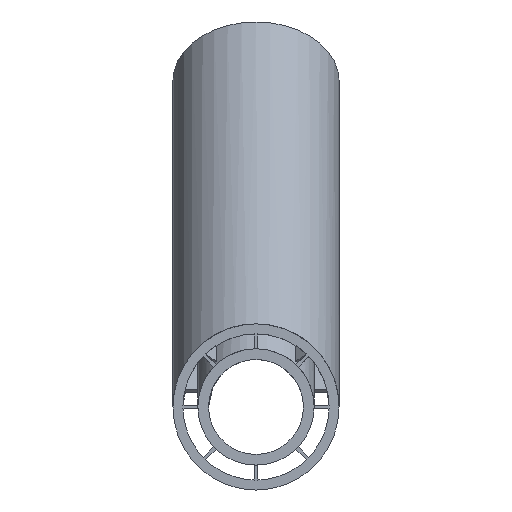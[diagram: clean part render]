
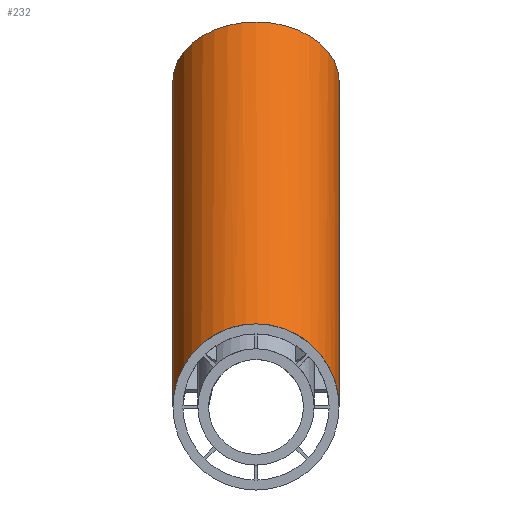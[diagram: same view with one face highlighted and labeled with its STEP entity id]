
A CAD part, left-side view. The second image highlights one B-rep face of the part: STEP entity #232.
In plain terms, the highlighted cylindrical face has radius 45 mm (diameter 90 mm), a full revolution.
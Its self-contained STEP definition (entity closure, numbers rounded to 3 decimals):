
#232 = ADVANCED_FACE( '', ( #495, #496 ), #497, .T. );
#495 = FACE_OUTER_BOUND( '', #780, .T. );
#496 = FACE_OUTER_BOUND( '', #781, .T. );
#497 = CYLINDRICAL_SURFACE( '', #782, 45. );
#780 = EDGE_LOOP( '', ( #1496 ) );
#781 = EDGE_LOOP( '', ( #1497, #1498 ) );
#782 = AXIS2_PLACEMENT_3D( '', #1499, #1500, #1501 );
#1496 = ORIENTED_EDGE( '', *, *, #2001, .F. );
#1497 = ORIENTED_EDGE( '', *, *, #2049, .T. );
#1498 = ORIENTED_EDGE( '', *, *, #2048, .T. );
#1499 = CARTESIAN_POINT( '', ( 176.777, 0., 176.777 ) );
#1500 = DIRECTION( '', ( -0.707, 0., -0.707 ) );
#1501 = DIRECTION( '', ( 0.707, 0., -0.707 ) );
#2001 = EDGE_CURVE( '', #2528, #2528, #2529, .T. );
#2048 = EDGE_CURVE( '', #2597, #2598, #2599, .T. );
#2049 = EDGE_CURVE( '', #2598, #2597, #2600, .F. );
#2528 = VERTEX_POINT( '', #3210 );
#2529 = CIRCLE( '', #3211, 45. );
#2597 = VERTEX_POINT( '', #3299 );
#2598 = VERTEX_POINT( '', #3300 );
#2599 = ELLIPSE( '', #3301, 48.708, 45. );
#2600 = ELLIPSE( '', #3302, 117.591, 45. );
#3210 = CARTESIAN_POINT( '', ( 208.597, 0., 144.957 ) );
#3211 = AXIS2_PLACEMENT_3D( '', #3804, #3805, #3806 );
#3299 = CARTESIAN_POINT( '', ( 0., 45., 0. ) );
#3300 = CARTESIAN_POINT( '', ( 0., -45., 0. ) );
#3301 = AXIS2_PLACEMENT_3D( '', #3875, #3876, #3877 );
#3302 = AXIS2_PLACEMENT_3D( '', #3878, #3879, #3880 );
#3804 = CARTESIAN_POINT( '', ( 176.777, 0., 176.777 ) );
#3805 = DIRECTION( '', ( 0.707, 0., 0.707 ) );
#3806 = DIRECTION( '', ( 0.707, 0., -0.707 ) );
#3875 = CARTESIAN_POINT( '', ( 0., 0., 0. ) );
#3876 = DIRECTION( '', ( 0.924, 0., 0.383 ) );
#3877 = DIRECTION( '', ( 0.383, 0., -0.924 ) );
#3878 = CARTESIAN_POINT( '', ( 0., 0., 0. ) );
#3879 = DIRECTION( '', ( 0.383, 0., -0.924 ) );
#3880 = DIRECTION( '', ( 0.924, 0., 0.383 ) );
